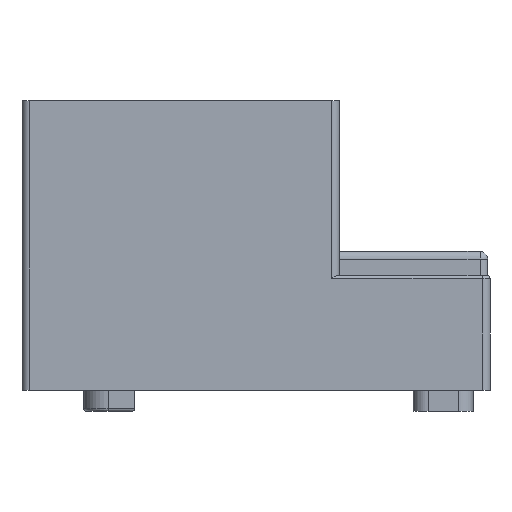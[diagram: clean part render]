
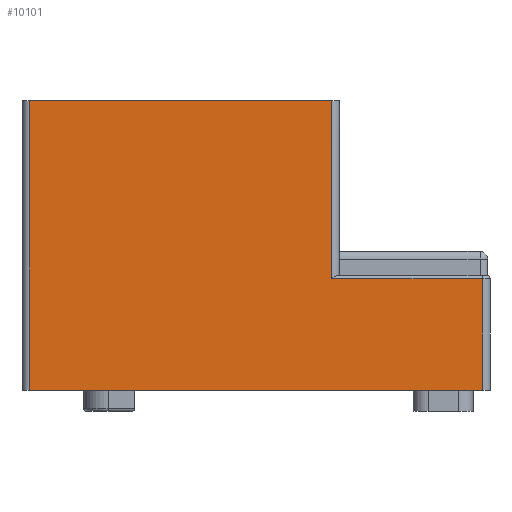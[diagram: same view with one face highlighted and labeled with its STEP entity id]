
A CAD part, left-side view. The second image highlights one B-rep face of the part: STEP entity #10101.
In plain terms, the highlighted planar face has unit normal (-1, 0, 0).
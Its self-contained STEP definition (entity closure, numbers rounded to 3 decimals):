
#1194=FACE_OUTER_BOUND('',#1805,.T.);
#1805=EDGE_LOOP('',(#7865,#7866,#7867,#7868,#7869,#7870));
#2761=LINE('',#16350,#3719);
#2774=LINE('',#16410,#3732);
#2775=LINE('',#16414,#3733);
#2776=LINE('',#16416,#3734);
#2777=LINE('',#16418,#3735);
#2778=LINE('',#16419,#3736);
#3719=VECTOR('',#12926,10.);
#3732=VECTOR('',#12979,10.);
#3733=VECTOR('',#12984,10.);
#3734=VECTOR('',#12985,10.);
#3735=VECTOR('',#12986,10.);
#3736=VECTOR('',#12987,10.);
#4648=VERTEX_POINT('',#16336);
#4651=VERTEX_POINT('',#16341);
#4670=VERTEX_POINT('',#16409);
#4671=VERTEX_POINT('',#16413);
#4672=VERTEX_POINT('',#16415);
#4673=VERTEX_POINT('',#16417);
#5856=EDGE_CURVE('',#4651,#4648,#2761,.T.);
#5882=EDGE_CURVE('',#4648,#4670,#2774,.T.);
#5884=EDGE_CURVE('',#4651,#4671,#2775,.T.);
#5885=EDGE_CURVE('',#4671,#4672,#2776,.T.);
#5886=EDGE_CURVE('',#4673,#4672,#2777,.T.);
#5887=EDGE_CURVE('',#4670,#4673,#2778,.T.);
#7865=ORIENTED_EDGE('',*,*,#5856,.F.);
#7866=ORIENTED_EDGE('',*,*,#5884,.T.);
#7867=ORIENTED_EDGE('',*,*,#5885,.T.);
#7868=ORIENTED_EDGE('',*,*,#5886,.F.);
#7869=ORIENTED_EDGE('',*,*,#5887,.F.);
#7870=ORIENTED_EDGE('',*,*,#5882,.F.);
#9642=PLANE('',#10950);
#10101=ADVANCED_FACE('',(#1194),#9642,.T.);
#10950=AXIS2_PLACEMENT_3D('',#16412,#12982,#12983);
#12926=DIRECTION('',(0.,-1.,0.));
#12979=DIRECTION('',(0.,0.,-1.));
#12982=DIRECTION('center_axis',(-1.,0.,0.));
#12983=DIRECTION('ref_axis',(0.,0.,1.));
#12984=DIRECTION('',(0.,0.,1.));
#12985=DIRECTION('',(0.,1.,0.));
#12986=DIRECTION('',(0.,0.,1.));
#12987=DIRECTION('',(0.,1.,0.));
#16336=CARTESIAN_POINT('',(-82.5,-75.,37.));
#16341=CARTESIAN_POINT('',(-82.5,-25.,37.));
#16350=CARTESIAN_POINT('',(-82.5,-65.,37.));
#16409=CARTESIAN_POINT('',(-82.5,-75.,0.));
#16410=CARTESIAN_POINT('',(-82.5,-75.,0.));
#16412=CARTESIAN_POINT('Origin',(-82.5,-77.5,0.));
#16413=CARTESIAN_POINT('',(-82.5,-25.,96.));
#16414=CARTESIAN_POINT('',(-82.5,-25.,48.));
#16415=CARTESIAN_POINT('',(-82.5,75.,96.));
#16416=CARTESIAN_POINT('',(-82.5,-77.5,96.));
#16417=CARTESIAN_POINT('',(-82.5,75.,0.));
#16418=CARTESIAN_POINT('',(-82.5,75.,0.));
#16419=CARTESIAN_POINT('',(-82.5,-77.5,0.));
